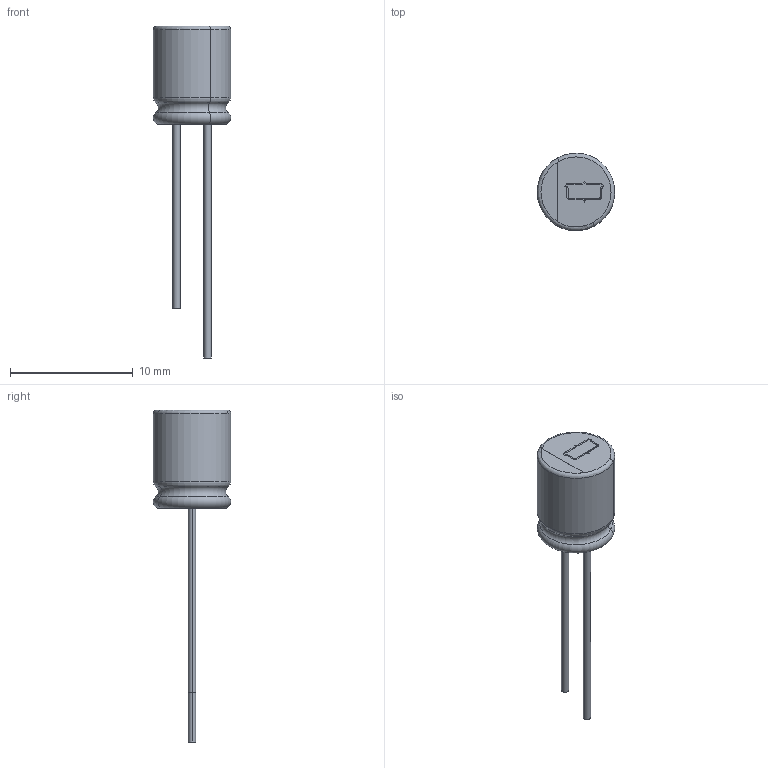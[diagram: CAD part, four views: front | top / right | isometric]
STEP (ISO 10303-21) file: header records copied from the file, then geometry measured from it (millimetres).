
FILE_DESCRIPTION(('CATIA V5 STEP Exchange','CAx-IF Rec.Pracs.--- Model Styling and Organization---1.4--- 2014-01-23','CAx-IF Rec.Pracs.---3D Tessellated Data Validation Properties---0.5---2014-09-14'),'2;1');
FILE_NAME('A-LEAD_D6.3_L8__FLAT-RUBBER_COATED-CASE_STRUCTURE.stp','2021-01-15T06:37:49+00:00',('none'),('none'),'CATIA Version 5-6 Release 2016 SP6','CATIA V5 STEP AP242','none');
FILE_SCHEMA(('AP242_MANAGED_MODEL_BASED_3D_ENGINEERING_MIM_LF {1 0 10303 442 1 1 4}'));
Length unit declared in the file: millimetre
Products named in the file (4): A-LEAD_D6.3_L8__FLAT-RUBBER_COATED-CASE_STRUCTURE; A-LEAD_D6.3_TERMINAL+; A-LEAD_D6.3_TERMINAL-; A-LEAD_D6.3_L8_ELEMENT
Assembly tree (3 placements, depth 2):
  A-LEAD_D6.3_L8__FLAT-RUBBER_COATED-CASE_STRUCTURE
    A-LEAD_D6.3_TERMINAL+
    A-LEAD_D6.3_TERMINAL-
    A-LEAD_D6.3_L8_ELEMENT
Bounding box: 6.3 x 6.3 x 27 mm (x, y, z)
Volume: 247.5 mm3; surface area: 298.9 mm2
Topology: 3 solids, 3 shells, 66 faces, 155 edges, 100 vertices
Faces by surface type: plane 33, cylinder 25, torus 8
Entity records: 1914 total; most frequent: CARTESIAN_POINT 310, ORIENTED_EDGE 310, DIRECTION 265, EDGE_CURVE 155, AXIS2_PLACEMENT_3D 122, VERTEX_POINT 100, VECTOR 88, LINE 88
